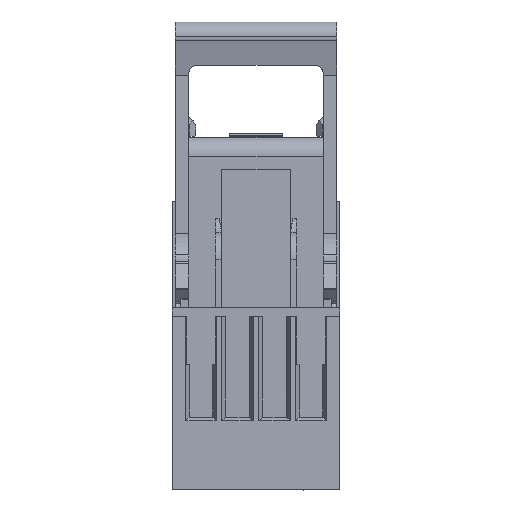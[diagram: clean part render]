
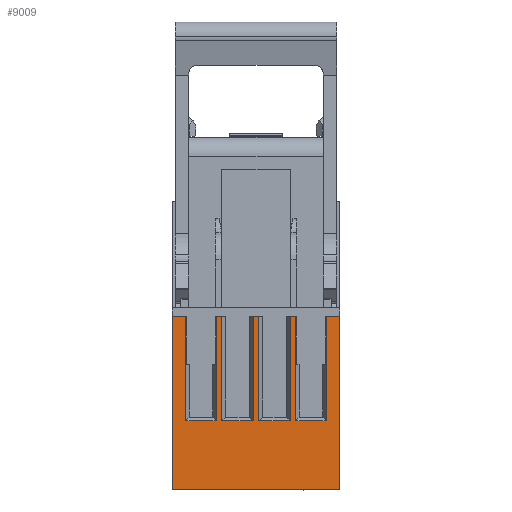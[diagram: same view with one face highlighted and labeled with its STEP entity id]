
A CAD part, front view. The second image highlights one B-rep face of the part: STEP entity #9009.
In plain terms, the highlighted planar face has unit normal (0, -1, 0).
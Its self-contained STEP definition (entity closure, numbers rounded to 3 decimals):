
#8836=AXIS2_PLACEMENT_3D('Plane Axis2P3D',#8833,#8834,#8835) ;
#3002=CARTESIAN_POINT('Vertex',(0.,0.,0.)) ;
#3005=CARTESIAN_POINT('Line Origine',(0.,0.,14.5)) ;
#3009=CARTESIAN_POINT('Vertex',(0.,0.,29.)) ;
#3284=CARTESIAN_POINT('Vertex',(28.,0.,29.)) ;
#3287=CARTESIAN_POINT('Line Origine',(28.,0.,14.5)) ;
#3291=CARTESIAN_POINT('Vertex',(28.,0.,0.)) ;
#8816=CARTESIAN_POINT('Line Origine',(14.,0.,0.)) ;
#8833=CARTESIAN_POINT('Axis2P3D Location',(0.,0.,29.)) ;
#8838=CARTESIAN_POINT('Line Origine',(10.9,0.,11.565)) ;
#8842=CARTESIAN_POINT('Vertex',(8.265,0.,11.565)) ;
#8844=CARTESIAN_POINT('Vertex',(13.535,0.,11.565)) ;
#8847=CARTESIAN_POINT('Line Origine',(8.265,0.,20.282)) ;
#8851=CARTESIAN_POINT('Vertex',(8.265,0.,29.)) ;
#8854=CARTESIAN_POINT('Line Origine',(7.85,0.,29.)) ;
#8858=CARTESIAN_POINT('Vertex',(7.435,0.,29.)) ;
#8861=CARTESIAN_POINT('Line Origine',(7.435,0.,20.282)) ;
#8865=CARTESIAN_POINT('Vertex',(7.435,0.,11.565)) ;
#8868=CARTESIAN_POINT('Line Origine',(7.118,0.,11.565)) ;
#8872=CARTESIAN_POINT('Vertex',(6.8,0.,11.565)) ;
#8875=CARTESIAN_POINT('Line Origine',(4.8,0.,11.565)) ;
#8879=CARTESIAN_POINT('Vertex',(2.8,0.,11.565)) ;
#8882=CARTESIAN_POINT('Line Origine',(2.482,0.,11.565)) ;
#8886=CARTESIAN_POINT('Vertex',(2.165,0.,11.565)) ;
#8889=CARTESIAN_POINT('Line Origine',(2.165,0.,20.282)) ;
#8893=CARTESIAN_POINT('Vertex',(2.165,0.,29.)) ;
#8896=CARTESIAN_POINT('Line Origine',(1.082,0.,29.)) ;
#8901=CARTESIAN_POINT('Line Origine',(26.918,0.,29.)) ;
#8905=CARTESIAN_POINT('Vertex',(25.835,0.,29.)) ;
#8908=CARTESIAN_POINT('Line Origine',(25.835,0.,20.282)) ;
#8912=CARTESIAN_POINT('Vertex',(25.835,0.,11.565)) ;
#8915=CARTESIAN_POINT('Line Origine',(25.518,0.,11.565)) ;
#8919=CARTESIAN_POINT('Vertex',(25.2,0.,11.565)) ;
#8922=CARTESIAN_POINT('Line Origine',(23.2,0.,11.565)) ;
#8926=CARTESIAN_POINT('Vertex',(21.2,0.,11.565)) ;
#8929=CARTESIAN_POINT('Line Origine',(20.882,0.,11.565)) ;
#8933=CARTESIAN_POINT('Vertex',(20.565,0.,11.565)) ;
#8936=CARTESIAN_POINT('Line Origine',(20.565,0.,20.282)) ;
#8940=CARTESIAN_POINT('Vertex',(20.565,0.,29.)) ;
#8943=CARTESIAN_POINT('Line Origine',(20.15,0.,29.)) ;
#8947=CARTESIAN_POINT('Vertex',(19.735,0.,29.)) ;
#8950=CARTESIAN_POINT('Line Origine',(19.735,0.,20.282)) ;
#8954=CARTESIAN_POINT('Vertex',(19.735,0.,11.565)) ;
#8957=CARTESIAN_POINT('Line Origine',(17.1,0.,11.565)) ;
#8961=CARTESIAN_POINT('Vertex',(14.465,0.,11.565)) ;
#8964=CARTESIAN_POINT('Line Origine',(14.465,0.,20.282)) ;
#8968=CARTESIAN_POINT('Vertex',(14.465,0.,29.)) ;
#8971=CARTESIAN_POINT('Line Origine',(14.,0.,29.)) ;
#8975=CARTESIAN_POINT('Vertex',(13.535,0.,29.)) ;
#8978=CARTESIAN_POINT('Line Origine',(13.535,0.,20.282)) ;
#3006=DIRECTION('Vector Direction',(0.,0.,-1.)) ;
#3288=DIRECTION('Vector Direction',(0.,0.,-1.)) ;
#8817=DIRECTION('Vector Direction',(1.,0.,0.)) ;
#8834=DIRECTION('Axis2P3D Direction',(0.,-1.,-0.)) ;
#8835=DIRECTION('Axis2P3D XDirection',(0.,0.,-1.)) ;
#8839=DIRECTION('Vector Direction',(-1.,0.,0.)) ;
#8848=DIRECTION('Vector Direction',(0.,0.,1.)) ;
#8855=DIRECTION('Vector Direction',(1.,0.,0.)) ;
#8862=DIRECTION('Vector Direction',(0.,0.,1.)) ;
#8869=DIRECTION('Vector Direction',(-1.,0.,0.)) ;
#8876=DIRECTION('Vector Direction',(1.,0.,0.)) ;
#8883=DIRECTION('Vector Direction',(-1.,0.,0.)) ;
#8890=DIRECTION('Vector Direction',(0.,0.,1.)) ;
#8897=DIRECTION('Vector Direction',(1.,0.,0.)) ;
#8902=DIRECTION('Vector Direction',(1.,0.,0.)) ;
#8909=DIRECTION('Vector Direction',(0.,0.,-1.)) ;
#8916=DIRECTION('Vector Direction',(-1.,0.,0.)) ;
#8923=DIRECTION('Vector Direction',(1.,0.,0.)) ;
#8930=DIRECTION('Vector Direction',(-1.,0.,0.)) ;
#8937=DIRECTION('Vector Direction',(0.,0.,1.)) ;
#8944=DIRECTION('Vector Direction',(1.,0.,0.)) ;
#8951=DIRECTION('Vector Direction',(0.,0.,-1.)) ;
#8958=DIRECTION('Vector Direction',(-1.,0.,0.)) ;
#8965=DIRECTION('Vector Direction',(0.,0.,1.)) ;
#8972=DIRECTION('Vector Direction',(1.,0.,0.)) ;
#8979=DIRECTION('Vector Direction',(0.,0.,-1.)) ;
#3007=VECTOR('Line Direction',#3006,1.) ;
#3289=VECTOR('Line Direction',#3288,1.) ;
#8818=VECTOR('Line Direction',#8817,1.) ;
#8840=VECTOR('Line Direction',#8839,1.) ;
#8849=VECTOR('Line Direction',#8848,1.) ;
#8856=VECTOR('Line Direction',#8855,1.) ;
#8863=VECTOR('Line Direction',#8862,1.) ;
#8870=VECTOR('Line Direction',#8869,1.) ;
#8877=VECTOR('Line Direction',#8876,1.) ;
#8884=VECTOR('Line Direction',#8883,1.) ;
#8891=VECTOR('Line Direction',#8890,1.) ;
#8898=VECTOR('Line Direction',#8897,1.) ;
#8903=VECTOR('Line Direction',#8902,1.) ;
#8910=VECTOR('Line Direction',#8909,1.) ;
#8917=VECTOR('Line Direction',#8916,1.) ;
#8924=VECTOR('Line Direction',#8923,1.) ;
#8931=VECTOR('Line Direction',#8930,1.) ;
#8938=VECTOR('Line Direction',#8937,1.) ;
#8945=VECTOR('Line Direction',#8944,1.) ;
#8952=VECTOR('Line Direction',#8951,1.) ;
#8959=VECTOR('Line Direction',#8958,1.) ;
#8966=VECTOR('Line Direction',#8965,1.) ;
#8973=VECTOR('Line Direction',#8972,1.) ;
#8980=VECTOR('Line Direction',#8979,1.) ;
#8984=ORIENTED_EDGE('',*,*,#8846,.F.) ;
#8985=ORIENTED_EDGE('',*,*,#8853,.T.) ;
#8986=ORIENTED_EDGE('',*,*,#8860,.F.) ;
#8987=ORIENTED_EDGE('',*,*,#8867,.F.) ;
#8988=ORIENTED_EDGE('',*,*,#8874,.F.) ;
#8989=ORIENTED_EDGE('',*,*,#8881,.F.) ;
#8990=ORIENTED_EDGE('',*,*,#8888,.F.) ;
#8991=ORIENTED_EDGE('',*,*,#8895,.F.) ;
#8992=ORIENTED_EDGE('',*,*,#8900,.F.) ;
#8993=ORIENTED_EDGE('',*,*,#3011,.T.) ;
#8994=ORIENTED_EDGE('',*,*,#8820,.T.) ;
#8995=ORIENTED_EDGE('',*,*,#3293,.F.) ;
#8996=ORIENTED_EDGE('',*,*,#8907,.F.) ;
#8997=ORIENTED_EDGE('',*,*,#8914,.T.) ;
#8998=ORIENTED_EDGE('',*,*,#8921,.F.) ;
#8999=ORIENTED_EDGE('',*,*,#8928,.F.) ;
#9000=ORIENTED_EDGE('',*,*,#8935,.F.) ;
#9001=ORIENTED_EDGE('',*,*,#8942,.T.) ;
#9002=ORIENTED_EDGE('',*,*,#8949,.F.) ;
#9003=ORIENTED_EDGE('',*,*,#8956,.T.) ;
#9004=ORIENTED_EDGE('',*,*,#8963,.F.) ;
#9005=ORIENTED_EDGE('',*,*,#8970,.T.) ;
#9006=ORIENTED_EDGE('',*,*,#8977,.F.) ;
#9007=ORIENTED_EDGE('',*,*,#8982,.T.) ;
#9009=ADVANCED_FACE('SOCKEL',(#9008),#8837,.T.) ;
#3011=EDGE_CURVE('',#3010,#3003,#3008,.T.) ;
#3293=EDGE_CURVE('',#3285,#3292,#3290,.T.) ;
#8820=EDGE_CURVE('',#3003,#3292,#8819,.T.) ;
#8846=EDGE_CURVE('',#8843,#8845,#8841,.F.) ;
#8853=EDGE_CURVE('',#8843,#8852,#8850,.T.) ;
#8860=EDGE_CURVE('',#8859,#8852,#8857,.T.) ;
#8867=EDGE_CURVE('',#8866,#8859,#8864,.T.) ;
#8874=EDGE_CURVE('',#8873,#8866,#8871,.F.) ;
#8881=EDGE_CURVE('',#8880,#8873,#8878,.T.) ;
#8888=EDGE_CURVE('',#8887,#8880,#8885,.F.) ;
#8895=EDGE_CURVE('',#8894,#8887,#8892,.F.) ;
#8900=EDGE_CURVE('',#3010,#8894,#8899,.T.) ;
#8907=EDGE_CURVE('',#8906,#3285,#8904,.T.) ;
#8914=EDGE_CURVE('',#8906,#8913,#8911,.T.) ;
#8921=EDGE_CURVE('',#8920,#8913,#8918,.F.) ;
#8928=EDGE_CURVE('',#8927,#8920,#8925,.T.) ;
#8935=EDGE_CURVE('',#8934,#8927,#8932,.F.) ;
#8942=EDGE_CURVE('',#8934,#8941,#8939,.T.) ;
#8949=EDGE_CURVE('',#8948,#8941,#8946,.T.) ;
#8956=EDGE_CURVE('',#8948,#8955,#8953,.T.) ;
#8963=EDGE_CURVE('',#8962,#8955,#8960,.F.) ;
#8970=EDGE_CURVE('',#8962,#8969,#8967,.T.) ;
#8977=EDGE_CURVE('',#8976,#8969,#8974,.T.) ;
#8982=EDGE_CURVE('',#8976,#8845,#8981,.T.) ;
#8983=EDGE_LOOP('',(#8984,#8985,#8986,#8987,#8988,#8989,#8990,#8991,#8992,#8993,#8994,#8995,#8996,#8997,#8998,#8999,#9000,#9001,#9002,#9003,#9004,#9005,#9006,#9007)) ;
#9008=FACE_OUTER_BOUND('',#8983,.T.) ;
#3008=LINE('Line',#3005,#3007) ;
#3290=LINE('Line',#3287,#3289) ;
#8819=LINE('Line',#8816,#8818) ;
#8841=LINE('Line',#8838,#8840) ;
#8850=LINE('Line',#8847,#8849) ;
#8857=LINE('Line',#8854,#8856) ;
#8864=LINE('Line',#8861,#8863) ;
#8871=LINE('Line',#8868,#8870) ;
#8878=LINE('Line',#8875,#8877) ;
#8885=LINE('Line',#8882,#8884) ;
#8892=LINE('Line',#8889,#8891) ;
#8899=LINE('Line',#8896,#8898) ;
#8904=LINE('Line',#8901,#8903) ;
#8911=LINE('Line',#8908,#8910) ;
#8918=LINE('Line',#8915,#8917) ;
#8925=LINE('Line',#8922,#8924) ;
#8932=LINE('Line',#8929,#8931) ;
#8939=LINE('Line',#8936,#8938) ;
#8946=LINE('Line',#8943,#8945) ;
#8953=LINE('Line',#8950,#8952) ;
#8960=LINE('Line',#8957,#8959) ;
#8967=LINE('Line',#8964,#8966) ;
#8974=LINE('Line',#8971,#8973) ;
#8981=LINE('Line',#8978,#8980) ;
#8837=PLANE('',#8836) ;
#3003=VERTEX_POINT('',#3002) ;
#3010=VERTEX_POINT('',#3009) ;
#3285=VERTEX_POINT('',#3284) ;
#3292=VERTEX_POINT('',#3291) ;
#8843=VERTEX_POINT('',#8842) ;
#8845=VERTEX_POINT('',#8844) ;
#8852=VERTEX_POINT('',#8851) ;
#8859=VERTEX_POINT('',#8858) ;
#8866=VERTEX_POINT('',#8865) ;
#8873=VERTEX_POINT('',#8872) ;
#8880=VERTEX_POINT('',#8879) ;
#8887=VERTEX_POINT('',#8886) ;
#8894=VERTEX_POINT('',#8893) ;
#8906=VERTEX_POINT('',#8905) ;
#8913=VERTEX_POINT('',#8912) ;
#8920=VERTEX_POINT('',#8919) ;
#8927=VERTEX_POINT('',#8926) ;
#8934=VERTEX_POINT('',#8933) ;
#8941=VERTEX_POINT('',#8940) ;
#8948=VERTEX_POINT('',#8947) ;
#8955=VERTEX_POINT('',#8954) ;
#8962=VERTEX_POINT('',#8961) ;
#8969=VERTEX_POINT('',#8968) ;
#8976=VERTEX_POINT('',#8975) ;
